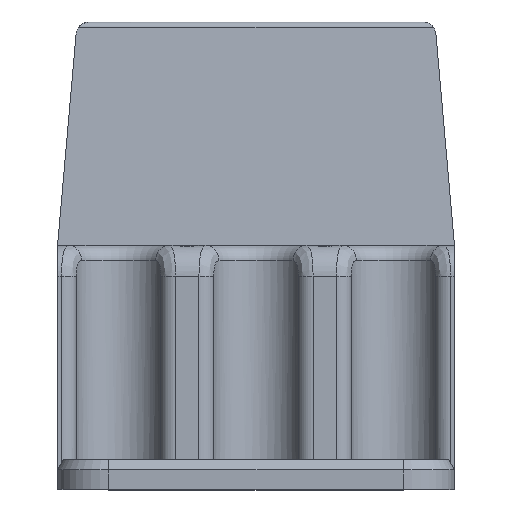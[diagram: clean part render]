
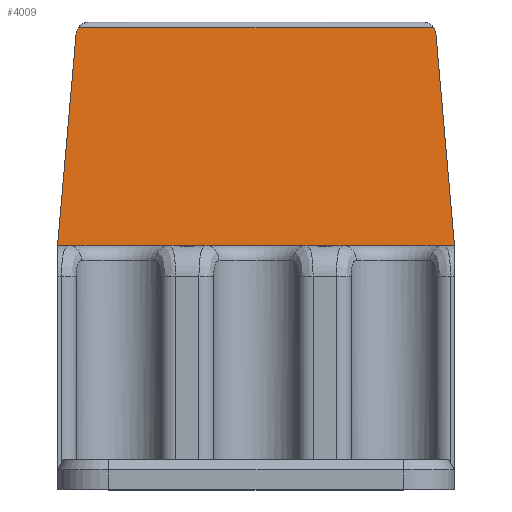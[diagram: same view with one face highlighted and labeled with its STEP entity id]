
A CAD part, top view. The second image highlights one B-rep face of the part: STEP entity #4009.
In plain terms, the highlighted planar face has unit normal (0, 0.101, 0.995).
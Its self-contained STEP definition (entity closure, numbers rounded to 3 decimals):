
#649=DIRECTION('',(-1.,0.,0.));
#650=VECTOR('',#649,19.35);
#651=CARTESIAN_POINT('',(9.675,11.9,1.375));
#652=LINE('',#651,#650);
#653=DIRECTION('',(0.087,0.991,-0.1));
#654=VECTOR('',#653,10.399);
#655=CARTESIAN_POINT('',(-9.675,11.9,1.375));
#656=LINE('',#655,#654);
#657=CARTESIAN_POINT('',(-8.653,22.53,0.298));
#658=CARTESIAN_POINT('',(-8.723,22.433,0.308));
#659=CARTESIAN_POINT('',(-8.763,22.325,0.319));
#660=CARTESIAN_POINT('',(-8.773,22.207,0.331));
#662=CARTESIAN_POINT('',(8.773,22.207,0.331));
#663=CARTESIAN_POINT('',(8.763,22.325,0.319));
#664=CARTESIAN_POINT('',(8.723,22.433,0.308));
#665=CARTESIAN_POINT('',(8.653,22.53,0.298));
#667=DIRECTION('',(-0.087,0.991,-0.1));
#668=VECTOR('',#667,10.399);
#669=CARTESIAN_POINT('',(9.675,11.9,1.375));
#670=LINE('',#669,#668);
#867=DIRECTION('',(1.,0.,0.));
#868=VECTOR('',#867,17.306);
#869=CARTESIAN_POINT('',(-8.653,22.53,0.298));
#870=LINE('',#869,#868);
#2636=CARTESIAN_POINT('',(-9.675,11.9,1.375));
#2637=CARTESIAN_POINT('',(-8.773,22.207,
0.331));
#2638=VERTEX_POINT('',#2636);
#2639=VERTEX_POINT('',#2637);
#2640=VERTEX_POINT('',#657);
#2641=VERTEX_POINT('',#662);
#2642=VERTEX_POINT('',#665);
#2643=CARTESIAN_POINT('',(9.675,11.9,1.375));
#2644=VERTEX_POINT('',#2643);
#3991=CARTESIAN_POINT('',(-9.675,11.9,1.375));
#3992=DIRECTION('',(0.,0.101,0.995));
#3993=DIRECTION('',(0.,0.995,-0.101));
#3994=AXIS2_PLACEMENT_3D('',#3991,#3992,#3993);
#3995=PLANE('',#3994);
#3997=ORIENTED_EDGE('',*,*,#3996,.T.);
#3999=ORIENTED_EDGE('',*,*,#3998,.T.);
#4001=ORIENTED_EDGE('',*,*,#4000,.F.);
#4003=ORIENTED_EDGE('',*,*,#4002,.T.);
#4005=ORIENTED_EDGE('',*,*,#4004,.F.);
#4006=ORIENTED_EDGE('',*,*,#3982,.F.);
#4007=EDGE_LOOP('',(#3997,#3999,#4001,#4003,#4005,#4006));
#4008=FACE_OUTER_BOUND('',#4007,.F.);
#4009=ADVANCED_FACE('',(#4008),#3995,.T.);
#661=B_SPLINE_CURVE_WITH_KNOTS('',3,(#657,#658,#659,#660),.UNSPECIFIED.,.F.,.F.,
(4,4),(0.,1.),.UNSPECIFIED.);
#666=B_SPLINE_CURVE_WITH_KNOTS('',3,(#662,#663,#664,#665),.UNSPECIFIED.,.F.,.F.,
(4,4),(0.,1.),.UNSPECIFIED.);
#3982=EDGE_CURVE('',#2644,#2641,#670,.T.);
#3996=EDGE_CURVE('',#2644,#2638,#652,.T.);
#3998=EDGE_CURVE('',#2638,#2639,#656,.T.);
#4000=EDGE_CURVE('',#2640,#2639,#661,.T.);
#4002=EDGE_CURVE('',#2640,#2642,#870,.T.);
#4004=EDGE_CURVE('',#2641,#2642,#666,.T.);
